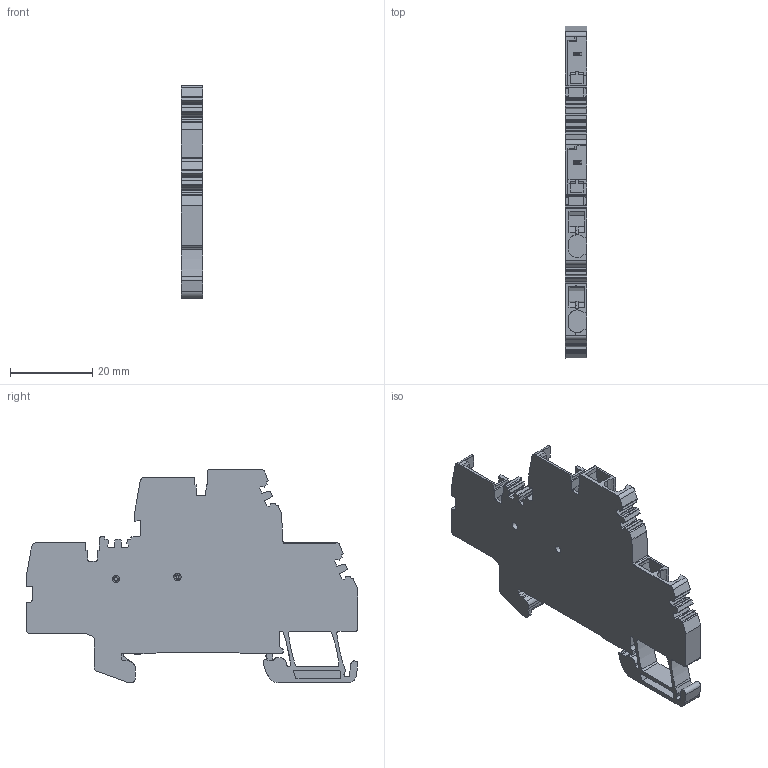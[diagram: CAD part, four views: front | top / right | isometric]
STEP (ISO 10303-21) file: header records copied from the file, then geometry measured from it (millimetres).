
FILE_DESCRIPTION(('CATIA V5 STEP Exchange','CAx-IF Rec.Pracs.--- Model Styling and Organization---1.5--- 2016-08-15','CAx-IF Rec.Pracs.---Supplemental Geometry---1.0---2011-11-01','CAx-IF Rec.Pracs.--- Composite Materials ---1.1---2010-07-15'),'2;1');
FILE_NAME ('022645-2_0', '2025-09-19T07:52:07+00:00', ('none'), ('Weidmueller'), 'CATIA Version 5-6 Release 2024 SP4', 'CATIA V5 STEP AP214 v3', 'none');
FILE_SCHEMA(('AUTOMOTIVE_DESIGN { 1 0 10303 214 1 1 1 1 }'));
Length unit declared in the file: millimetre
Products named in the file (1): 1815160000_ZDT_2-5_2_DU-PE
Bounding box: 5.1 x 80.51 x 51.71 mm (x, y, z)
Volume: 11413.6 mm3; surface area: 8669 mm2
Topology: 10 solids, 10 shells, 524 faces, 1531 edges, 1038 vertices
Faces by surface type: plane 350, cylinder 153, extrusion 13, cone 4, torus 4
Entity records: 17131 total; most frequent: CARTESIAN_POINT 3614, ORIENTED_EDGE 3062, DIRECTION 2323, EDGE_CURVE 1531, VECTOR 1165, LINE 1152, VERTEX_POINT 1038, AXIS2_PLACEMENT_3D 729
